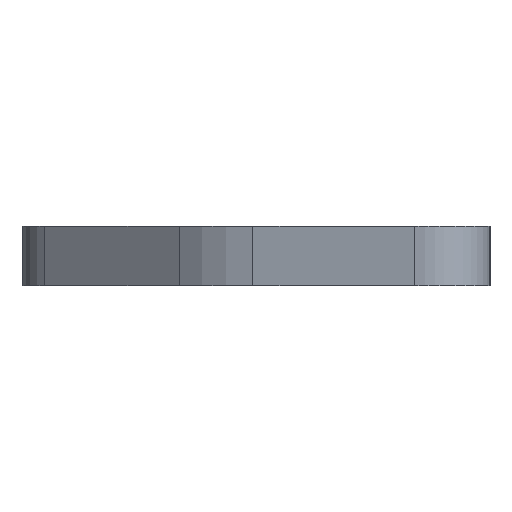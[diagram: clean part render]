
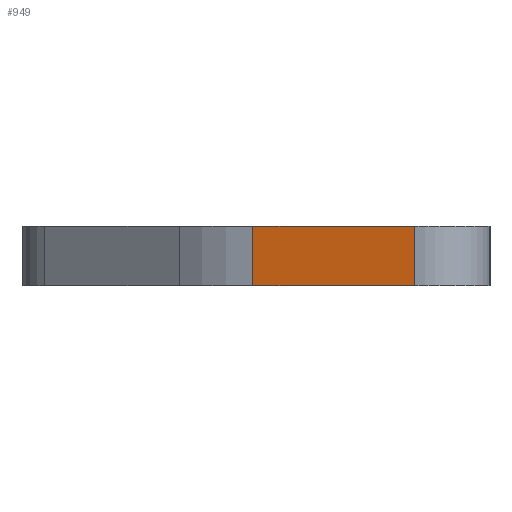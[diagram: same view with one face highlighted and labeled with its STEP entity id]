
A CAD part, left-side view. The second image highlights one B-rep face of the part: STEP entity #949.
In plain terms, the highlighted planar face has unit normal (-0.97, 0.242, 0).
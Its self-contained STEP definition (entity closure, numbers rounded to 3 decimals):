
#136 = VERTEX_POINT('',#137);
#137 = CARTESIAN_POINT('',(-3.096,29.579,0.));
#144 = EDGE_CURVE('',#145,#136,#147,.T.);
#145 = VERTEX_POINT('',#146);
#146 = CARTESIAN_POINT('',(-9.858,2.458,0.));
#147 = LINE('',#148,#149);
#148 = CARTESIAN_POINT('',(-9.858,2.458,0.));
#149 = VECTOR('',#150,1.);
#150 = DIRECTION('',(0.242,0.97,0.));
#903 = EDGE_CURVE('',#145,#904,#906,.T.);
#904 = VERTEX_POINT('',#905);
#905 = CARTESIAN_POINT('',(-9.858,2.458,10.));
#906 = LINE('',#907,#908);
#907 = CARTESIAN_POINT('',(-9.858,2.458,0.));
#908 = VECTOR('',#909,1.);
#909 = DIRECTION('',(0.,0.,1.));
#949 = ADVANCED_FACE('',(#950),#968,.T.);
#950 = FACE_BOUND('',#951,.T.);
#951 = EDGE_LOOP('',(#952,#953,#954,#962));
#952 = ORIENTED_EDGE('',*,*,#144,.F.);
#953 = ORIENTED_EDGE('',*,*,#903,.T.);
#954 = ORIENTED_EDGE('',*,*,#955,.T.);
#955 = EDGE_CURVE('',#904,#956,#958,.T.);
#956 = VERTEX_POINT('',#957);
#957 = CARTESIAN_POINT('',(-3.096,29.579,10.));
#958 = LINE('',#959,#960);
#959 = CARTESIAN_POINT('',(-9.858,2.458,10.));
#960 = VECTOR('',#961,1.);
#961 = DIRECTION('',(0.242,0.97,0.));
#962 = ORIENTED_EDGE('',*,*,#963,.F.);
#963 = EDGE_CURVE('',#136,#956,#964,.T.);
#964 = LINE('',#965,#966);
#965 = CARTESIAN_POINT('',(-3.096,29.579,0.));
#966 = VECTOR('',#967,1.);
#967 = DIRECTION('',(0.,0.,1.));
#968 = PLANE('',#969);
#969 = AXIS2_PLACEMENT_3D('',#970,#971,#972);
#970 = CARTESIAN_POINT('',(-9.858,2.458,0.));
#971 = DIRECTION('',(-0.97,0.242,0.));
#972 = DIRECTION('',(0.242,0.97,0.));
